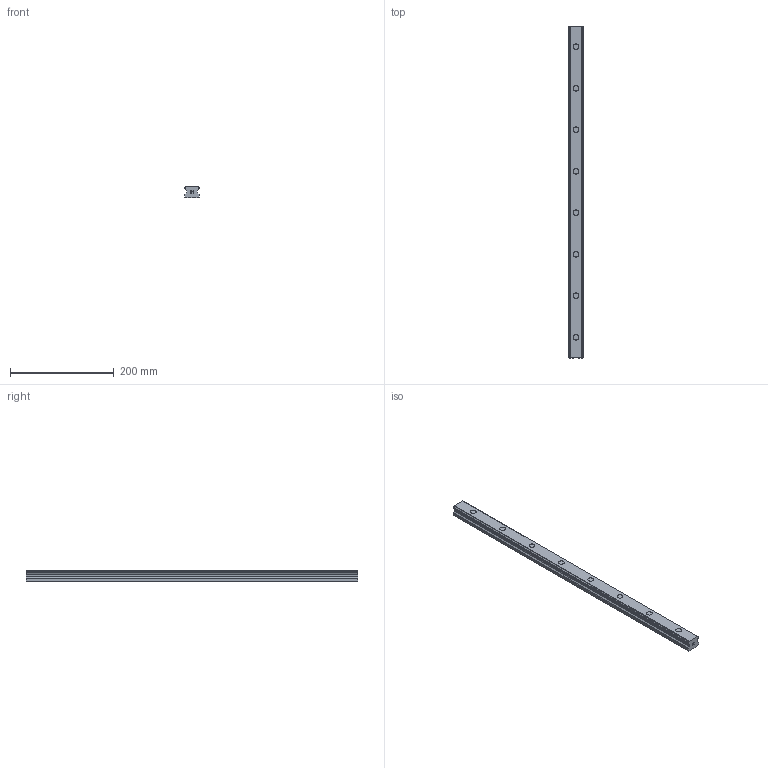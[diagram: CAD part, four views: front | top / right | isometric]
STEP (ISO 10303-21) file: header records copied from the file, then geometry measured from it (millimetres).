
FILE_DESCRIPTION(('STEP AP214'),'1');
FILE_NAME('cctmp_6872EA3A-41BB-4E38-9655-A54DFE5C78F0_2021_02_12_11_12_38_0719..stp','2021-02-12T10:12:38',('HIWIN GmbH'),('CADClick - www.CADClick.com'),'Spatial InterOp 3D',' ','unknown authorization');
FILE_SCHEMA(('AUTOMOTIVE_DESIGN'));
Length unit declared in the file: millimetre
Products named in the file (1): EGR30R640C_FILE
Bounding box: 28 x 640 x 23 mm (x, y, z)
Volume: 357807.3 mm3; surface area: 72757.7 mm2
Topology: 1 solids, 1 shells, 175 faces, 435 edges, 290 vertices
Faces by surface type: plane 109, cylinder 66
Entity records: 6645 total; most frequent: DIRECTION 919, CARTESIAN_POINT 901, ORIENTED_EDGE 870, EDGE_CURVE 435, AXIS2_PLACEMENT_3D 308, LINE 303, VECTOR 303, VERTEX_POINT 290
